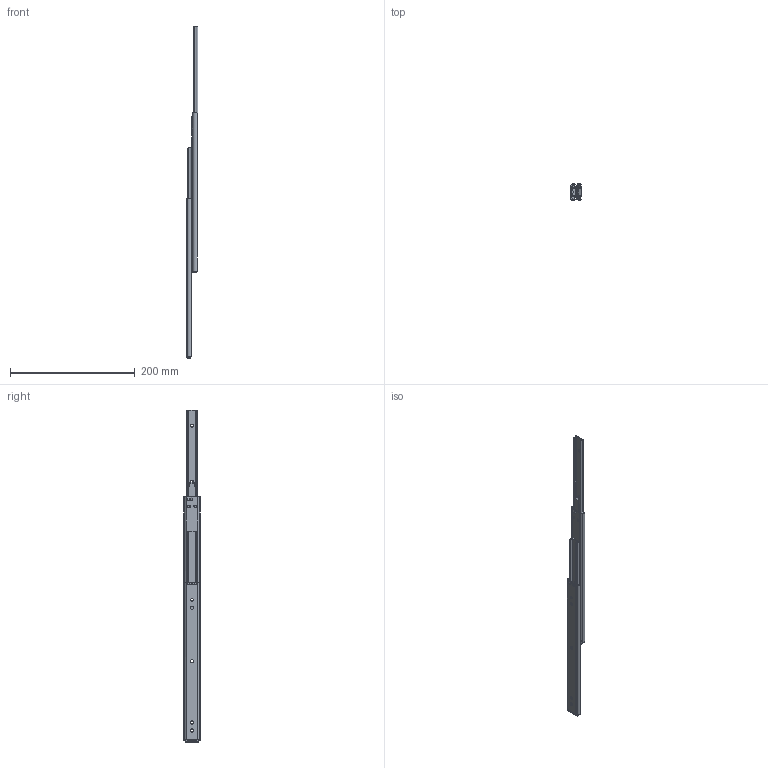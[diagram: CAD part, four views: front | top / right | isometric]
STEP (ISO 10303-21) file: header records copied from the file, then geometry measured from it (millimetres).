
FILE_DESCRIPTION (( 'STEP AP203' ), '1' );
FILE_NAME ('U2736_10.STEP', '2022-04-19T04:08:16', ( '' ), ( '' ), 'SwSTEP 2.0', 'SolidWorks 2019', '' );
FILE_SCHEMA (( 'CONFIG_CONTROL_DESIGN' ));
Length unit declared in the file: millimetre
Products named in the file (9): U2736-10 IM-B ; SBP804; U2736-10 OM-A ; SBP807（バネ圧縮）; SBP806 リードイン; U2736-10 OM-B ; U2736_10; U2736-10 IM-A ; PN101リベット
Assembly tree (10 placements, depth 2):
  U2736_10
    U2736-10 OM-A 
    U2736-10 IM-A 
    U2736-10 OM-B 
    SBP804  x2
    SBP806 リードイン
    U2736-10 IM-B 
    SBP807（バネ圧縮）
    PN101リベット  x2
Bounding box: 19.1 x 26.8 x 532.55 mm (x, y, z)
Volume: 47331.9 mm3; surface area: 67996.3 mm2
Topology: 12 solids, 12 shells, 406 faces, 1076 edges, 684 vertices
Faces by surface type: cylinder 197, plane 177, sphere 16, bspline 8, torus 8
Entity records: 13465 total; most frequent: CARTESIAN_POINT 3034, DIRECTION 2004, ORIENTED_EDGE 1976, EDGE_CURVE 988, AXIS2_PLACEMENT_3D 738, VERTEX_POINT 644, LINE 528, VECTOR 528
